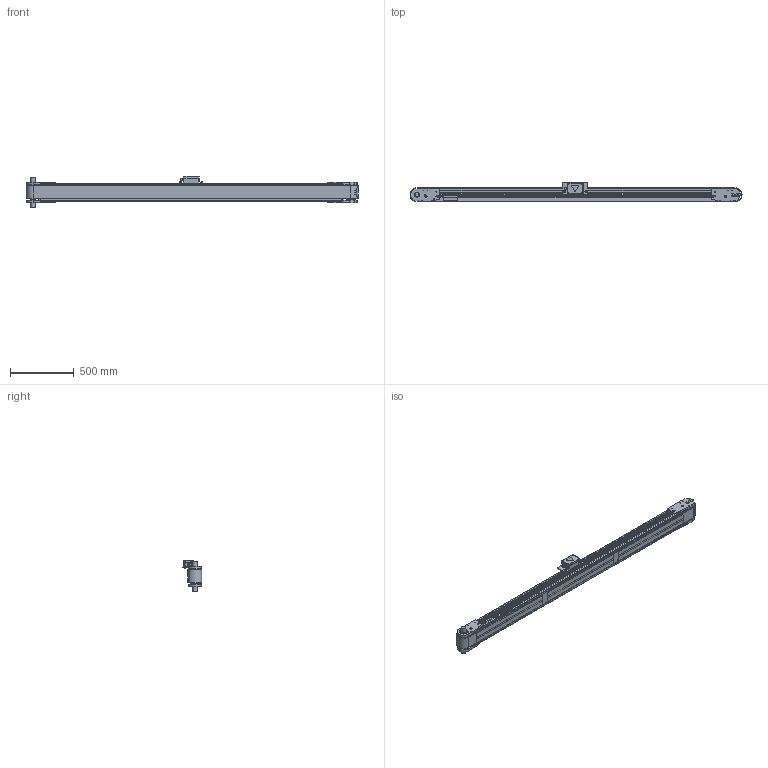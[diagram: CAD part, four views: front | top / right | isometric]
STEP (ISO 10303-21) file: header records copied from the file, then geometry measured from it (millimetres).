
FILE_DESCRIPTION(/* description */ (''),/* implementation_level */ '2;1');
FILE_NAME(/* name */ 'TCMO100143.stp',/* time_stamp */ '2023-03-13T10:17:06+01:00',/* author */ ('dk'),/* organization */ (''),/* preprocessor_version */ 'ST-DEVELOPER v18.1',/* originating_system */ 'Autodesk Inventor 2021',/* authorisation */ '');
FILE_SCHEMA (('AUTOMOTIVE_DESIGN { 1 0 10303 214 3 1 1 }'));
Length unit declared in the file: millimetre
Products named in the file (1): Part2
Bounding box: 2610.41 x 155.71 x 247.7 mm (x, y, z)
Volume: 8303319.5 mm3; surface area: 4176606.3 mm2
Topology: 7 solids, 25 shells, 3132 faces, 8532 edges, 5570 vertices
Faces by surface type: plane 1948, cylinder 675, cone 221, torus 179, bspline 77, sphere 32
Full cylindrical faces by diameter (mm): 2 x16, 2.2 x3, 2.5 x24, 3 x3, 3.137 x6, 3.242 x2, 3.571 x4, 4 x37, 4.5 x3, 4.917 x20, 5 x2, 6.647 x14, 7 x8, 7.5 x5, 8 x8, 8.376 x24, 8.4 x6, 9 x9, 10 x30, 10.3 x1, 10.5 x20, 11 x1, 12 x17, 13 x6, 16 x20, 18 x9, 19 x1, 20 x1, 22.3 x1, 33 x2
Entity records: 178837 total; most frequent: CARTESIAN_POINT 96380, ORIENTED_EDGE 16854, DIRECTION 15956, EDGE_CURVE 8427, VERTEX_POINT 5570, AXIS2_PLACEMENT_3D 5514, LINE 4928, VECTOR 4928
